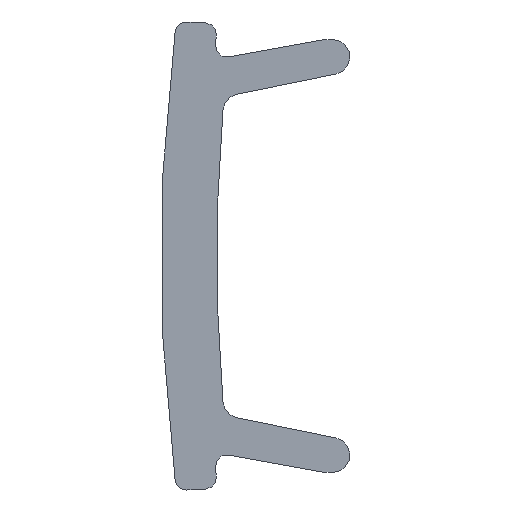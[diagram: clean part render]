
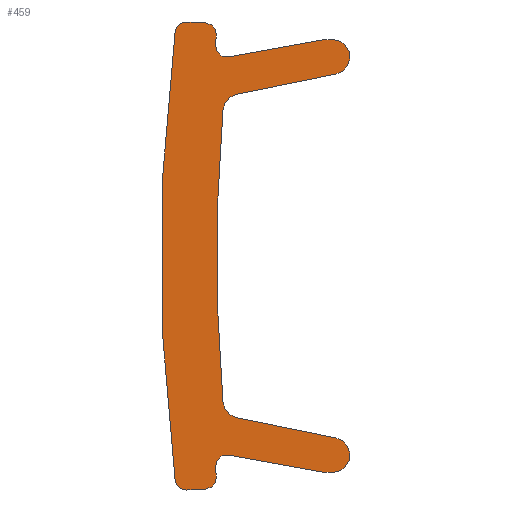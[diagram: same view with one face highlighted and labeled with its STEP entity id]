
A CAD part, left-side view. The second image highlights one B-rep face of the part: STEP entity #459.
In plain terms, the highlighted planar face has unit normal (-1, 0, 0).
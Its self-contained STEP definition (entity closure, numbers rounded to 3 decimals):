
#15=CIRCLE('',#483,0.2);
#17=CIRCLE('',#487,0.2);
#19=CIRCLE('',#490,31.065);
#21=CIRCLE('',#493,0.2);
#23=CIRCLE('',#497,0.2);
#25=CIRCLE('',#501,0.2);
#27=CIRCLE('',#506,0.312);
#29=CIRCLE('',#510,0.3);
#31=CIRCLE('',#513,30.065);
#33=CIRCLE('',#516,0.3);
#35=CIRCLE('',#520,0.312);
#37=CIRCLE('',#525,0.2);
#73=FACE_OUTER_BOUND('',#97,.T.);
#97=EDGE_LOOP('',(#381,#382,#383,#384,#385,#386,#387,#388,#389,#390,#391,
#392,#393,#394,#395,#396,#397,#398,#399,#400,#401,#402));
#99=LINE('',#673,#141);
#104=LINE('',#687,#146);
#110=LINE('',#711,#152);
#114=LINE('',#723,#156);
#118=LINE('',#735,#160);
#121=LINE('',#741,#163);
#125=LINE('',#753,#167);
#131=LINE('',#777,#173);
#135=LINE('',#789,#177);
#138=LINE('',#795,#180);
#141=VECTOR('',#533,10.);
#146=VECTOR('',#546,10.);
#152=VECTOR('',#572,10.);
#156=VECTOR('',#584,10.);
#160=VECTOR('',#596,10.);
#163=VECTOR('',#601,10.);
#167=VECTOR('',#613,10.);
#173=VECTOR('',#639,10.);
#177=VECTOR('',#651,10.);
#180=VECTOR('',#656,10.);
#183=VERTEX_POINT('',#671);
#184=VERTEX_POINT('',#672);
#187=VERTEX_POINT('',#680);
#189=VERTEX_POINT('',#686);
#191=VERTEX_POINT('',#692);
#193=VERTEX_POINT('',#698);
#195=VERTEX_POINT('',#704);
#197=VERTEX_POINT('',#710);
#199=VERTEX_POINT('',#716);
#201=VERTEX_POINT('',#722);
#203=VERTEX_POINT('',#728);
#205=VERTEX_POINT('',#734);
#207=VERTEX_POINT('',#740);
#209=VERTEX_POINT('',#746);
#211=VERTEX_POINT('',#752);
#213=VERTEX_POINT('',#758);
#215=VERTEX_POINT('',#764);
#217=VERTEX_POINT('',#770);
#219=VERTEX_POINT('',#776);
#221=VERTEX_POINT('',#782);
#223=VERTEX_POINT('',#788);
#225=VERTEX_POINT('',#794);
#227=EDGE_CURVE('',#183,#184,#99,.T.);
#231=EDGE_CURVE('',#184,#187,#15,.T.);
#234=EDGE_CURVE('',#187,#189,#104,.T.);
#237=EDGE_CURVE('',#189,#191,#17,.T.);
#240=EDGE_CURVE('',#191,#193,#19,.T.);
#243=EDGE_CURVE('',#193,#195,#21,.T.);
#246=EDGE_CURVE('',#195,#197,#110,.T.);
#249=EDGE_CURVE('',#197,#199,#23,.T.);
#252=EDGE_CURVE('',#199,#201,#114,.T.);
#255=EDGE_CURVE('',#201,#203,#25,.T.);
#258=EDGE_CURVE('',#203,#205,#118,.T.);
#261=EDGE_CURVE('',#205,#207,#121,.T.);
#264=EDGE_CURVE('',#207,#209,#27,.T.);
#267=EDGE_CURVE('',#209,#211,#125,.T.);
#270=EDGE_CURVE('',#211,#213,#29,.T.);
#273=EDGE_CURVE('',#213,#215,#31,.T.);
#276=EDGE_CURVE('',#215,#217,#33,.T.);
#279=EDGE_CURVE('',#217,#219,#131,.T.);
#282=EDGE_CURVE('',#219,#221,#35,.T.);
#285=EDGE_CURVE('',#221,#223,#135,.T.);
#288=EDGE_CURVE('',#223,#225,#138,.T.);
#291=EDGE_CURVE('',#225,#183,#37,.T.);
#381=ORIENTED_EDGE('',*,*,#291,.T.);
#382=ORIENTED_EDGE('',*,*,#227,.T.);
#383=ORIENTED_EDGE('',*,*,#231,.T.);
#384=ORIENTED_EDGE('',*,*,#234,.T.);
#385=ORIENTED_EDGE('',*,*,#237,.T.);
#386=ORIENTED_EDGE('',*,*,#240,.T.);
#387=ORIENTED_EDGE('',*,*,#243,.T.);
#388=ORIENTED_EDGE('',*,*,#246,.T.);
#389=ORIENTED_EDGE('',*,*,#249,.T.);
#390=ORIENTED_EDGE('',*,*,#252,.T.);
#391=ORIENTED_EDGE('',*,*,#255,.T.);
#392=ORIENTED_EDGE('',*,*,#258,.T.);
#393=ORIENTED_EDGE('',*,*,#261,.T.);
#394=ORIENTED_EDGE('',*,*,#264,.T.);
#395=ORIENTED_EDGE('',*,*,#267,.T.);
#396=ORIENTED_EDGE('',*,*,#270,.T.);
#397=ORIENTED_EDGE('',*,*,#273,.T.);
#398=ORIENTED_EDGE('',*,*,#276,.T.);
#399=ORIENTED_EDGE('',*,*,#279,.T.);
#400=ORIENTED_EDGE('',*,*,#282,.T.);
#401=ORIENTED_EDGE('',*,*,#285,.T.);
#402=ORIENTED_EDGE('',*,*,#288,.T.);
#435=PLANE('',#527);
#459=ADVANCED_FACE('',(#73),#435,.F.);
#483=AXIS2_PLACEMENT_3D('',#681,#539,#540);
#487=AXIS2_PLACEMENT_3D('',#693,#551,#552);
#490=AXIS2_PLACEMENT_3D('',#699,#558,#559);
#493=AXIS2_PLACEMENT_3D('',#705,#565,#566);
#497=AXIS2_PLACEMENT_3D('',#717,#577,#578);
#501=AXIS2_PLACEMENT_3D('',#729,#589,#590);
#506=AXIS2_PLACEMENT_3D('',#747,#606,#607);
#510=AXIS2_PLACEMENT_3D('',#759,#618,#619);
#513=AXIS2_PLACEMENT_3D('',#765,#625,#626);
#516=AXIS2_PLACEMENT_3D('',#771,#632,#633);
#520=AXIS2_PLACEMENT_3D('',#783,#644,#645);
#525=AXIS2_PLACEMENT_3D('',#800,#661,#662);
#527=AXIS2_PLACEMENT_3D('',#802,#665,#666);
#533=DIRECTION('',(0.,-0.071,0.997));
#539=DIRECTION('center_axis',(-1.,0.,0.));
#540=DIRECTION('ref_axis',(0.,0.052,-0.999));
#546=DIRECTION('',(0.,0.999,0.052));
#551=DIRECTION('center_axis',(-1.,0.,0.));
#552=DIRECTION('ref_axis',(0.,-0.992,-0.129));
#558=DIRECTION('center_axis',(-1.,0.,0.));
#559=DIRECTION('ref_axis',(0.,-1.,0.));
#565=DIRECTION('center_axis',(-1.,0.,0.));
#566=DIRECTION('ref_axis',(0.,0.052,0.999));
#572=DIRECTION('',(0.,-0.999,0.052));
#577=DIRECTION('center_axis',(-1.,0.,0.));
#578=DIRECTION('ref_axis',(0.,0.997,-0.071));
#584=DIRECTION('',(0.,0.071,0.997));
#589=DIRECTION('center_axis',(1.,0.,0.));
#590=DIRECTION('ref_axis',(0.,0.997,-0.071));
#596=DIRECTION('',(0.,-0.984,-0.179));
#601=DIRECTION('',(0.,-1.,0.));
#606=DIRECTION('center_axis',(-1.,0.,0.));
#607=DIRECTION('ref_axis',(0.,0.2,-0.98));
#613=DIRECTION('',(0.,0.98,0.2));
#618=DIRECTION('center_axis',(1.,0.,0.));
#619=DIRECTION('ref_axis',(0.,0.2,-0.98));
#625=DIRECTION('center_axis',(1.,0.,0.));
#626=DIRECTION('ref_axis',(0.,0.996,-0.087));
#632=DIRECTION('center_axis',(1.,0.,0.));
#633=DIRECTION('ref_axis',(0.,0.996,0.087));
#639=DIRECTION('',(0.,-0.98,0.2));
#644=DIRECTION('center_axis',(-1.,0.,0.));
#645=DIRECTION('ref_axis',(0.,0.,-1.));
#651=DIRECTION('',(0.,1.,0.));
#656=DIRECTION('',(0.,0.984,-0.179));
#661=DIRECTION('center_axis',(1.,0.,0.));
#662=DIRECTION('ref_axis',(0.,-0.179,-0.984));
#665=DIRECTION('center_axis',(1.,0.,0.));
#666=DIRECTION('ref_axis',(0.,0.,-1.));
#671=CARTESIAN_POINT('',(0.,4.13,3.764));
#672=CARTESIAN_POINT('',(0.,4.117,3.947));
#673=CARTESIAN_POINT('',(0.,4.13,3.764));
#680=CARTESIAN_POINT('',(0.,4.306,4.161));
#681=CARTESIAN_POINT('Origin',(0.,4.316,3.961));
#686=CARTESIAN_POINT('',(0.,4.641,4.178));
#687=CARTESIAN_POINT('',(0.,4.306,4.161));
#692=CARTESIAN_POINT('',(0.,4.85,4.004));
#693=CARTESIAN_POINT('Origin',(0.,4.652,3.978));
#698=CARTESIAN_POINT('',(0.,4.85,-4.004));
#699=CARTESIAN_POINT('Origin',(0.,-25.956,0.));
#704=CARTESIAN_POINT('',(0.,4.641,-4.178));
#705=CARTESIAN_POINT('Origin',(0.,4.652,-3.978));
#710=CARTESIAN_POINT('',(0.,4.306,-4.161));
#711=CARTESIAN_POINT('',(0.,4.641,-4.178));
#716=CARTESIAN_POINT('',(0.,4.117,-3.947));
#717=CARTESIAN_POINT('Origin',(0.,4.316,-3.961));
#722=CARTESIAN_POINT('',(0.,4.13,-3.764));
#723=CARTESIAN_POINT('',(0.,4.117,-3.947));
#728=CARTESIAN_POINT('',(0.,3.894,-3.553));
#729=CARTESIAN_POINT('Origin',(0.,3.93,-3.75));
#734=CARTESIAN_POINT('',(0.,2.178,-3.865));
#735=CARTESIAN_POINT('',(0.,3.894,-3.553));
#740=CARTESIAN_POINT('',(0.,2.043,-3.865));
#741=CARTESIAN_POINT('',(0.,2.178,-3.865));
#746=CARTESIAN_POINT('',(0.,1.981,-3.247));
#747=CARTESIAN_POINT('Origin',(0.,2.043,-3.553));
#752=CARTESIAN_POINT('',(0.,3.756,-2.886));
#753=CARTESIAN_POINT('',(0.,1.981,-3.247));
#758=CARTESIAN_POINT('',(0.,3.995,-2.618));
#759=CARTESIAN_POINT('Origin',(0.,3.696,-2.592));
#764=CARTESIAN_POINT('',(0.,3.995,2.618));
#765=CARTESIAN_POINT('Origin',(0.,-25.956,0.));
#770=CARTESIAN_POINT('',(0.,3.756,2.886));
#771=CARTESIAN_POINT('Origin',(0.,3.696,2.592));
#776=CARTESIAN_POINT('',(0.,1.981,3.247));
#777=CARTESIAN_POINT('',(0.,3.756,2.886));
#782=CARTESIAN_POINT('',(0.,2.043,3.865));
#783=CARTESIAN_POINT('Origin',(0.,2.043,3.553));
#788=CARTESIAN_POINT('',(0.,2.178,3.865));
#789=CARTESIAN_POINT('',(0.,2.043,3.865));
#794=CARTESIAN_POINT('',(0.,3.894,3.553));
#795=CARTESIAN_POINT('',(0.,2.178,3.865));
#800=CARTESIAN_POINT('Origin',(0.,3.93,3.75));
#802=CARTESIAN_POINT('Origin',(0.,3.828,0.));
